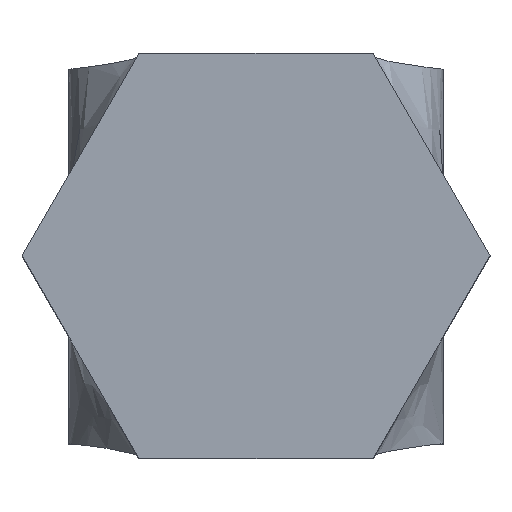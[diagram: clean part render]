
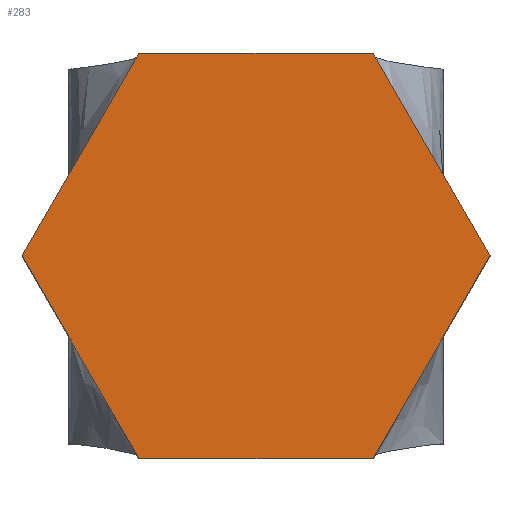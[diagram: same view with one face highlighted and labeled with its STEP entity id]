
A CAD part, top view. The second image highlights one B-rep face of the part: STEP entity #283.
In plain terms, the highlighted planar face has unit normal (0, 0, 1).
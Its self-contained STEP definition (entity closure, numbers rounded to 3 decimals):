
#43=PLANE('',#309);
#55=FACE_OUTER_BOUND('',#73,.T.);
#73=EDGE_LOOP('',(#209,#210,#211,#212,#213,#214));
#86=B_SPLINE_CURVE_WITH_KNOTS('',3,(#379,#380,#381,#382,#383,#384,#385,
#386,#387,#388,#389,#390,#391),.UNSPECIFIED.,.F.,.F.,(4,3,3,3,4),(0.006,
0.346,0.536,0.711,0.933),
 .UNSPECIFIED.);
#90=B_SPLINE_CURVE_WITH_KNOTS('',3,(#439,#440,#441,#442,#443,#444,#445,
#446,#447,#448),.UNSPECIFIED.,.F.,.F.,(4,3,3,4),(0.006,0.158,
0.322,0.652),.UNSPECIFIED.);
#95=B_SPLINE_CURVE_WITH_KNOTS('',3,(#555,#556,#557,#558,#559,#560,#561,
#562,#563,#564),.UNSPECIFIED.,.F.,.F.,(4,3,3,4),(-0.164,-0.082,
-0.059,-0.005),.UNSPECIFIED.);
#97=B_SPLINE_CURVE_WITH_KNOTS('',3,(#598,#599,#600,#601,#602,#603,#604,
#605,#606,#607,#608,#609,#610),.UNSPECIFIED.,.F.,.F.,(4,3,3,3,4),(-0.933,
-0.711,-0.536,-0.346,-0.006),
 .UNSPECIFIED.);
#101=B_SPLINE_CURVE_WITH_KNOTS('',3,(#658,#659,#660,#661,#662,#663,#664,
#665,#666,#667),.UNSPECIFIED.,.F.,.F.,(4,3,3,4),(-0.652,-0.322,
-0.158,-0.006),.UNSPECIFIED.);
#106=B_SPLINE_CURVE_WITH_KNOTS('',3,(#772,#773,#774,#775,#776,#777,#778,
#779,#780,#781),.UNSPECIFIED.,.F.,.F.,(4,3,3,4),(-0.164,-0.082,
-0.059,-0.005),.UNSPECIFIED.);
#114=VERTEX_POINT('',#371);
#115=VERTEX_POINT('',#378);
#118=VERTEX_POINT('',#438);
#122=VERTEX_POINT('',#554);
#123=VERTEX_POINT('',#597);
#126=VERTEX_POINT('',#657);
#140=EDGE_CURVE('',#115,#114,#86,.F.);
#144=EDGE_CURVE('',#118,#115,#90,.F.);
#149=EDGE_CURVE('',#122,#118,#95,.T.);
#151=EDGE_CURVE('',#123,#122,#97,.T.);
#155=EDGE_CURVE('',#126,#123,#101,.T.);
#160=EDGE_CURVE('',#114,#126,#106,.T.);
#209=ORIENTED_EDGE('',*,*,#160,.T.);
#210=ORIENTED_EDGE('',*,*,#155,.T.);
#211=ORIENTED_EDGE('',*,*,#151,.T.);
#212=ORIENTED_EDGE('',*,*,#149,.T.);
#213=ORIENTED_EDGE('',*,*,#144,.T.);
#214=ORIENTED_EDGE('',*,*,#140,.T.);
#283=ADVANCED_FACE('',(#55),#43,.T.);
#309=AXIS2_PLACEMENT_3D('',#782,#317,#318);
#317=DIRECTION('center_axis',(0.,0.,
1.));
#318=DIRECTION('ref_axis',(1.,0.,0.));
#371=CARTESIAN_POINT('',(7.375,0.,26.9));
#378=CARTESIAN_POINT('',(3.689,-6.387,26.9));
#379=CARTESIAN_POINT('Ctrl Pts',(7.375,0.,
26.9));
#380=CARTESIAN_POINT('Ctrl Pts',(6.793,-1.009,26.9));
#381=CARTESIAN_POINT('Ctrl Pts',(6.465,-1.577,26.9));
#382=CARTESIAN_POINT('Ctrl Pts',(6.119,-2.176,26.9));
#383=CARTESIAN_POINT('Ctrl Pts',(5.926,-2.511,26.9));
#384=CARTESIAN_POINT('Ctrl Pts',(5.736,-2.84,26.9));
#385=CARTESIAN_POINT('Ctrl Pts',(5.474,-3.294,26.9));
#386=CARTESIAN_POINT('Ctrl Pts',(5.234,-3.709,26.9));
#387=CARTESIAN_POINT('Ctrl Pts',(4.901,-4.287,26.9));
#388=CARTESIAN_POINT('Ctrl Pts',(4.585,-4.834,26.9));
#389=CARTESIAN_POINT('Ctrl Pts',(4.183,-5.531,26.9));
#390=CARTESIAN_POINT('Ctrl Pts',(3.809,-6.18,26.9));
#391=CARTESIAN_POINT('Ctrl Pts',(3.689,-6.387,26.9));
#438=CARTESIAN_POINT('',(-3.689,-6.387,26.9));
#439=CARTESIAN_POINT('Ctrl Pts',(3.689,-6.387,26.9));
#440=CARTESIAN_POINT('Ctrl Pts',(3.166,-6.387,26.9));
#441=CARTESIAN_POINT('Ctrl Pts',(2.561,-6.387,26.9));
#442=CARTESIAN_POINT('Ctrl Pts',(1.934,-6.387,26.9));
#443=CARTESIAN_POINT('Ctrl Pts',(1.255,-6.387,26.9));
#444=CARTESIAN_POINT('Ctrl Pts',(0.562,-6.387,26.9));
#445=CARTESIAN_POINT('Ctrl Pts',(-0.104,-6.387,26.9));
#446=CARTESIAN_POINT('Ctrl Pts',(-1.439,-6.387,26.9));
#447=CARTESIAN_POINT('Ctrl Pts',(-3.029,-6.387,26.9));
#448=CARTESIAN_POINT('Ctrl Pts',(-3.689,-6.387,26.9));
#554=CARTESIAN_POINT('',(-7.375,0.,26.9));
#555=CARTESIAN_POINT('Ctrl Pts',(-7.375,0.,
26.9));
#556=CARTESIAN_POINT('Ctrl Pts',(-6.428,-1.641,26.9));
#557=CARTESIAN_POINT('Ctrl Pts',(-6.242,-1.964,26.9));
#558=CARTESIAN_POINT('Ctrl Pts',(-5.735,-2.841,26.9));
#559=CARTESIAN_POINT('Ctrl Pts',(-5.594,-3.087,26.9));
#560=CARTESIAN_POINT('Ctrl Pts',(-5.422,-3.384,26.9));
#561=CARTESIAN_POINT('Ctrl Pts',(-5.188,-3.789,26.9));
#562=CARTESIAN_POINT('Ctrl Pts',(-4.634,-4.75,26.9));
#563=CARTESIAN_POINT('Ctrl Pts',(-3.851,-6.107,26.9));
#564=CARTESIAN_POINT('Ctrl Pts',(-3.689,-6.387,26.9));
#597=CARTESIAN_POINT('',(-3.689,6.387,26.9));
#598=CARTESIAN_POINT('Ctrl Pts',(-3.689,6.387,26.9));
#599=CARTESIAN_POINT('Ctrl Pts',(-3.809,6.18,26.9));
#600=CARTESIAN_POINT('Ctrl Pts',(-4.183,5.531,26.9));
#601=CARTESIAN_POINT('Ctrl Pts',(-4.585,4.834,26.9));
#602=CARTESIAN_POINT('Ctrl Pts',(-4.901,4.287,26.9));
#603=CARTESIAN_POINT('Ctrl Pts',(-5.234,3.709,26.9));
#604=CARTESIAN_POINT('Ctrl Pts',(-5.474,3.294,26.9));
#605=CARTESIAN_POINT('Ctrl Pts',(-5.736,2.84,26.9));
#606=CARTESIAN_POINT('Ctrl Pts',(-5.926,2.511,26.9));
#607=CARTESIAN_POINT('Ctrl Pts',(-6.119,2.176,26.9));
#608=CARTESIAN_POINT('Ctrl Pts',(-6.465,1.577,26.9));
#609=CARTESIAN_POINT('Ctrl Pts',(-6.793,1.009,26.9));
#610=CARTESIAN_POINT('Ctrl Pts',(-7.375,0.,
26.9));
#657=CARTESIAN_POINT('',(3.689,6.387,26.9));
#658=CARTESIAN_POINT('Ctrl Pts',(3.689,6.387,26.9));
#659=CARTESIAN_POINT('Ctrl Pts',(3.029,6.387,26.9));
#660=CARTESIAN_POINT('Ctrl Pts',(1.439,6.387,26.9));
#661=CARTESIAN_POINT('Ctrl Pts',(0.104,6.387,26.9));
#662=CARTESIAN_POINT('Ctrl Pts',(-0.562,6.387,26.9));
#663=CARTESIAN_POINT('Ctrl Pts',(-1.255,6.387,26.9));
#664=CARTESIAN_POINT('Ctrl Pts',(-1.934,6.387,26.9));
#665=CARTESIAN_POINT('Ctrl Pts',(-2.561,6.387,26.9));
#666=CARTESIAN_POINT('Ctrl Pts',(-3.166,6.387,26.9));
#667=CARTESIAN_POINT('Ctrl Pts',(-3.689,6.387,26.9));
#772=CARTESIAN_POINT('Ctrl Pts',(7.375,0.,
26.9));
#773=CARTESIAN_POINT('Ctrl Pts',(6.428,1.641,26.9));
#774=CARTESIAN_POINT('Ctrl Pts',(6.242,1.964,26.9));
#775=CARTESIAN_POINT('Ctrl Pts',(5.735,2.841,26.9));
#776=CARTESIAN_POINT('Ctrl Pts',(5.594,3.087,26.9));
#777=CARTESIAN_POINT('Ctrl Pts',(5.422,3.384,26.9));
#778=CARTESIAN_POINT('Ctrl Pts',(5.188,3.789,26.9));
#779=CARTESIAN_POINT('Ctrl Pts',(4.634,4.75,26.9));
#780=CARTESIAN_POINT('Ctrl Pts',(3.851,6.107,26.9));
#781=CARTESIAN_POINT('Ctrl Pts',(3.689,6.387,26.9));
#782=CARTESIAN_POINT('Origin',(0.,0.,
26.9));
